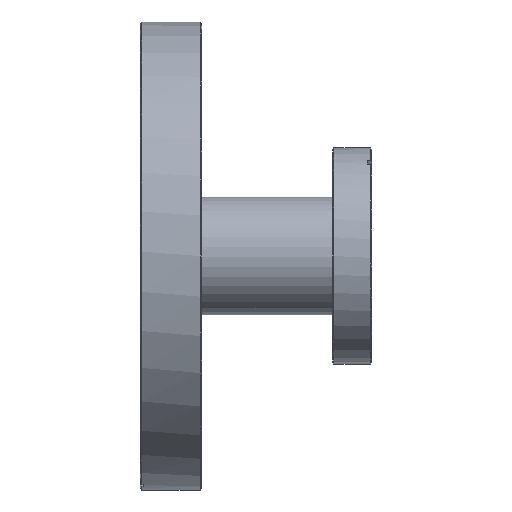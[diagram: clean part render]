
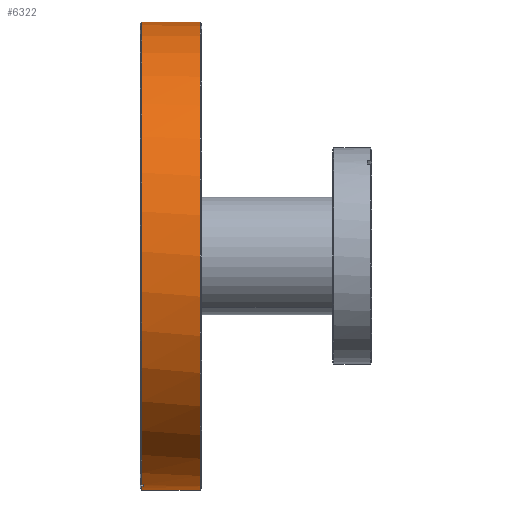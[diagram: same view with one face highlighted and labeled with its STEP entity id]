
A CAD part, left-side view. The second image highlights one B-rep face of the part: STEP entity #6322.
In plain terms, the highlighted cylindrical face has radius 75.8 mm (diameter 151.6 mm), a partial arc.
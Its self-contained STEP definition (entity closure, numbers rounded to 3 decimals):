
#11 = DIRECTION ( 'NONE',  ( 0., 1., 0. ) ) ;
#113 = CARTESIAN_POINT ( 'NONE',  ( 0., 19.776, 75.8 ) ) ;
#138 = VECTOR ( 'NONE', #4679, 1000. ) ;
#168 = VERTEX_POINT ( 'NONE', #4619 ) ;
#179 = DIRECTION ( 'NONE',  ( 0., 1., 0. ) ) ;
#362 = VECTOR ( 'NONE', #2828, 1000. ) ;
#431 = DIRECTION ( 'NONE',  ( 0., 0., 1. ) ) ;
#473 = EDGE_CURVE ( 'NONE', #5123, #168, #6513, .T. ) ;
#695 = FACE_OUTER_BOUND ( 'NONE', #5000, .T. ) ;
#907 = CARTESIAN_POINT ( 'NONE',  ( -15.767, -1., -74.142 ) ) ;
#939 = CARTESIAN_POINT ( 'NONE',  ( 0., 19.776, 0. ) ) ;
#988 = EDGE_CURVE ( 'NONE', #6217, #6537, #5298, .T. ) ;
#1139 = CARTESIAN_POINT ( 'NONE',  ( 0., -0.5, -75.8 ) ) ;
#1356 = VERTEX_POINT ( 'NONE', #4096 ) ;
#1493 = LINE ( 'NONE', #113, #138 ) ;
#1621 = EDGE_CURVE ( 'NONE', #2188, #1356, #3239, .T. ) ;
#1713 = LINE ( 'NONE', #4327, #362 ) ;
#1829 = DIRECTION ( 'NONE',  ( 0., -1., 0. ) ) ;
#2188 = VERTEX_POINT ( 'NONE', #4843 ) ;
#2310 = VERTEX_POINT ( 'NONE', #4964 ) ;
#2382 = ORIENTED_EDGE ( 'NONE', *, *, #988, .F. ) ;
#2476 = DIRECTION ( 'NONE',  ( 0., 1., 0. ) ) ;
#2534 = ORIENTED_EDGE ( 'NONE', *, *, #6535, .T. ) ;
#2580 = AXIS2_PLACEMENT_3D ( 'NONE', #3195, #179, #3706 ) ;
#2747 = CARTESIAN_POINT ( 'NONE',  ( 0., -0.5, 0. ) ) ;
#2802 = EDGE_CURVE ( 'NONE', #168, #2310, #5505, .T. ) ;
#2828 = DIRECTION ( 'NONE',  ( 0., 1., 0. ) ) ;
#2953 = AXIS2_PLACEMENT_3D ( 'NONE', #4852, #1829, #5340 ) ;
#2992 = VERTEX_POINT ( 'NONE', #3327 ) ;
#3049 = ORIENTED_EDGE ( 'NONE', *, *, #473, .T. ) ;
#3195 = CARTESIAN_POINT ( 'NONE',  ( 0., -19.4, 0. ) ) ;
#3239 = CIRCLE ( 'NONE', #2953, 75.8 ) ;
#3261 = DIRECTION ( 'NONE',  ( 0., 0., 1. ) ) ;
#3327 = CARTESIAN_POINT ( 'NONE',  ( 0., -19.4, 75.8 ) ) ;
#3367 = DIRECTION ( 'NONE',  ( 0., 1., 0. ) ) ;
#3545 = CARTESIAN_POINT ( 'NONE',  ( 0., 19.776, -75.8 ) ) ;
#3706 = DIRECTION ( 'NONE',  ( 0., 0., -1. ) ) ;
#3879 = ORIENTED_EDGE ( 'NONE', *, *, #5469, .F. ) ;
#3961 = VECTOR ( 'NONE', #11, 1000. ) ;
#3994 = VECTOR ( 'NONE', #3367, 1000. ) ;
#4043 = ORIENTED_EDGE ( 'NONE', *, *, #4871, .T. ) ;
#4063 = AXIS2_PLACEMENT_3D ( 'NONE', #939, #2476, #431 ) ;
#4091 = CYLINDRICAL_SURFACE ( 'NONE', #4063, 75.8 ) ;
#4096 = CARTESIAN_POINT ( 'NONE',  ( -15.767, -0.5, -74.142 ) ) ;
#4219 = AXIS2_PLACEMENT_3D ( 'NONE', #2747, #6265, #3261 ) ;
#4220 = EDGE_CURVE ( 'NONE', #6217, #2992, #5830, .T. ) ;
#4280 = DIRECTION ( 'NONE',  ( 0., -1., 0. ) ) ;
#4327 = CARTESIAN_POINT ( 'NONE',  ( -15.767, 19.776, -74.142 ) ) ;
#4381 = CARTESIAN_POINT ( 'NONE',  ( -13.806, 19.776, -74.532 ) ) ;
#4383 = CARTESIAN_POINT ( 'NONE',  ( 0., -19.4, -75.8 ) ) ;
#4607 = ORIENTED_EDGE ( 'NONE', *, *, #2802, .T. ) ;
#4619 = CARTESIAN_POINT ( 'NONE',  ( -13.806, -1., -74.532 ) ) ;
#4679 = DIRECTION ( 'NONE',  ( 0., 1., 0. ) ) ;
#4815 = CARTESIAN_POINT ( 'NONE',  ( 0., -1., 0. ) ) ;
#4843 = CARTESIAN_POINT ( 'NONE',  ( 0., -0.5, 75.8 ) ) ;
#4852 = CARTESIAN_POINT ( 'NONE',  ( 0., -0.5, 0. ) ) ;
#4871 = EDGE_CURVE ( 'NONE', #2310, #6537, #5264, .T. ) ;
#4955 = ORIENTED_EDGE ( 'NONE', *, *, #4220, .T. ) ;
#4964 = CARTESIAN_POINT ( 'NONE',  ( -13.806, -0.5, -74.532 ) ) ;
#5000 = EDGE_LOOP ( 'NONE', ( #2382, #4955, #2534, #5096, #3879, #3049, #4607, #4043 ) ) ;
#5096 = ORIENTED_EDGE ( 'NONE', *, *, #1621, .T. ) ;
#5123 = VERTEX_POINT ( 'NONE', #907 ) ;
#5264 = CIRCLE ( 'NONE', #4219, 75.8 ) ;
#5298 = LINE ( 'NONE', #3545, #3961 ) ;
#5315 = DIRECTION ( 'NONE',  ( 0., 0., 1. ) ) ;
#5340 = DIRECTION ( 'NONE',  ( 0., 0., 1. ) ) ;
#5395 = AXIS2_PLACEMENT_3D ( 'NONE', #4815, #4280, #5315 ) ;
#5469 = EDGE_CURVE ( 'NONE', #5123, #1356, #1713, .T. ) ;
#5505 = LINE ( 'NONE', #4381, #3994 ) ;
#5830 = CIRCLE ( 'NONE', #2580, 75.8 ) ;
#6217 = VERTEX_POINT ( 'NONE', #4383 ) ;
#6265 = DIRECTION ( 'NONE',  ( 0., -1., 0. ) ) ;
#6322 = ADVANCED_FACE ( 'NONE', ( #695 ), #4091, .T. ) ;
#6513 = CIRCLE ( 'NONE', #5395, 75.8 ) ;
#6535 = EDGE_CURVE ( 'NONE', #2992, #2188, #1493, .T. ) ;
#6537 = VERTEX_POINT ( 'NONE', #1139 ) ;
